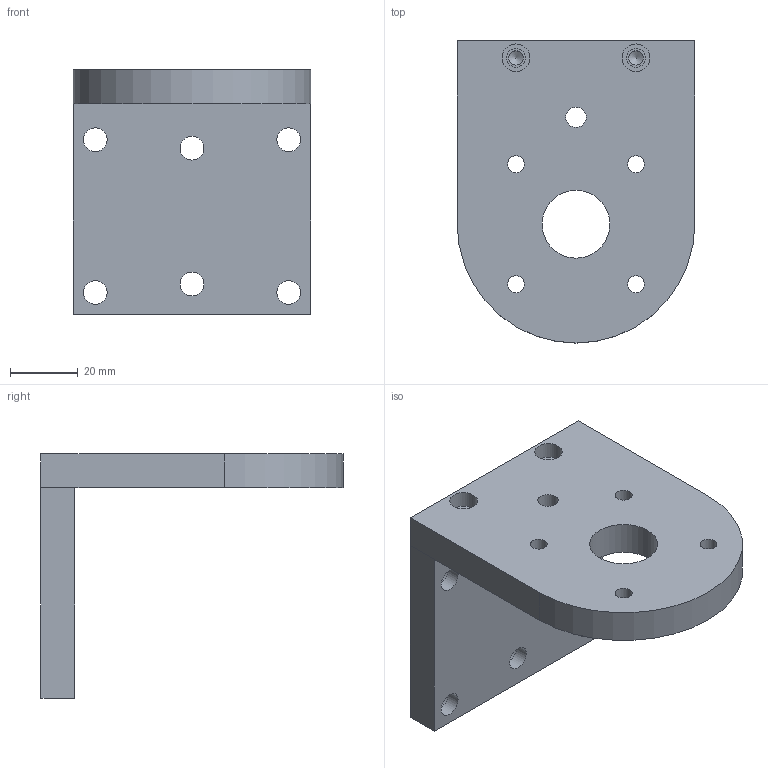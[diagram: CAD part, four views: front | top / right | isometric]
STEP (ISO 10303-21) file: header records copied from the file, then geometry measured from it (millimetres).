
FILE_DESCRIPTION(/* description */ (''),/* implementation_level */ '2;1');
FILE_NAME(/* name */ 'Lower load ball base assembly.stp',/* time_stamp */ '2022-05-13T08:45:19+01:00',/* author */ (''),/* organization */ (''),/* preprocessor_version */ 'ST-DEVELOPER v16',/* originating_system */ 'SIEMENS PLM Software NX 11.0',/* authorisation */ '');
FILE_SCHEMA (('AUTOMOTIVE_DESIGN { 1 0 10303 214 3 1 1 1 }'));
Length unit declared in the file: millimetre
Products named in the file (3): Lower load ball base upper; Lower load ball base f; Lower load ball base assy
Assembly tree (2 placements, depth 2):
  Lower load ball base assy
    Lower load ball base f
    Lower load ball base upper
Bounding box: 70 x 89 x 72 mm (x, y, z)
Volume: 91318.3 mm3; surface area: 28136.6 mm2
Topology: 2 solids, 2 shells, 46 faces, 110 edges, 76 vertices
Faces by surface type: cylinder 25, plane 19, cone 2
Full cylindrical faces by diameter (mm): 4.2 x2, 5 x4, 5.5 x2, 6 x1, 7 x6, 8.2 x2, 10 x6, 20 x1
Entity records: 1262 total; most frequent: DIRECTION 220, CARTESIAN_POINT 187, ORIENTED_EDGE 144, EDGE_LOOP 108, FACE_BOUND 103, AXIS2_PLACEMENT_3D 99, EDGE_CURVE 72, VERTEX_POINT 66
